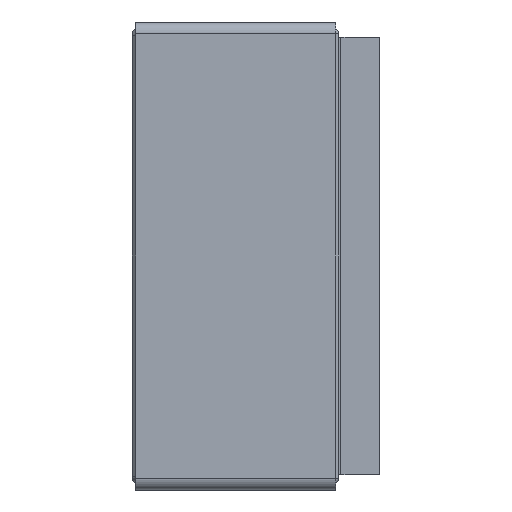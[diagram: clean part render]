
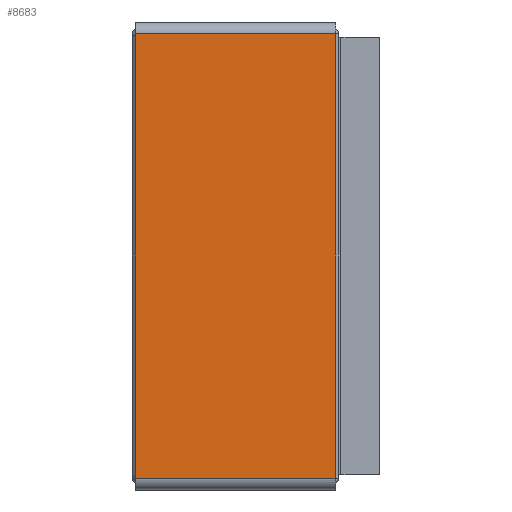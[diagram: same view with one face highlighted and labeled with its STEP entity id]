
A CAD part, left-side view. The second image highlights one B-rep face of the part: STEP entity #8683.
In plain terms, the highlighted face is planar.
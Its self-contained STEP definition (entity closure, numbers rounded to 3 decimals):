
#8683 = ADVANCED_FACE('',(#8684),#8718,.F.);
#8684 = FACE_BOUND('',#8685,.T.);
#8685 = EDGE_LOOP('',(#8686,#8696,#8704,#8712));
#8686 = ORIENTED_EDGE('',*,*,#8687,.F.);
#8687 = EDGE_CURVE('',#8688,#8690,#8692,.T.);
#8688 = VERTEX_POINT('',#8689);
#8689 = CARTESIAN_POINT('',(3.2,0.02,-1.44));
#8690 = VERTEX_POINT('',#8691);
#8691 = CARTESIAN_POINT('',(3.2,0.02,1.44));
#8692 = LINE('',#8693,#8694);
#8693 = CARTESIAN_POINT('',(3.2,0.02,0.));
#8694 = VECTOR('',#8695,1.);
#8695 = DIRECTION('',(0.,0.,1.));
#8696 = ORIENTED_EDGE('',*,*,#8697,.T.);
#8697 = EDGE_CURVE('',#8688,#8698,#8700,.T.);
#8698 = VERTEX_POINT('',#8699);
#8699 = CARTESIAN_POINT('',(3.2,1.315,-1.44));
#8700 = LINE('',#8701,#8702);
#8701 = CARTESIAN_POINT('',(3.2,1.335,-1.44));
#8702 = VECTOR('',#8703,1.);
#8703 = DIRECTION('',(-0.,1.,-0.));
#8704 = ORIENTED_EDGE('',*,*,#8705,.F.);
#8705 = EDGE_CURVE('',#8706,#8698,#8708,.T.);
#8706 = VERTEX_POINT('',#8707);
#8707 = CARTESIAN_POINT('',(3.2,1.315,1.44));
#8708 = LINE('',#8709,#8710);
#8709 = CARTESIAN_POINT('',(3.2,1.315,-1.515));
#8710 = VECTOR('',#8711,1.);
#8711 = DIRECTION('',(0.,0.,-1.));
#8712 = ORIENTED_EDGE('',*,*,#8713,.T.);
#8713 = EDGE_CURVE('',#8706,#8690,#8714,.T.);
#8714 = LINE('',#8715,#8716);
#8715 = CARTESIAN_POINT('',(3.2,1.335,1.44));
#8716 = VECTOR('',#8717,1.);
#8717 = DIRECTION('',(0.,-1.,0.));
#8718 = PLANE('',#8719);
#8719 = AXIS2_PLACEMENT_3D('',#8720,#8721,#8722);
#8720 = CARTESIAN_POINT('',(3.2,1.335,-1.515));
#8721 = DIRECTION('',(-1.,0.,0.));
#8722 = DIRECTION('',(0.,0.,1.));
